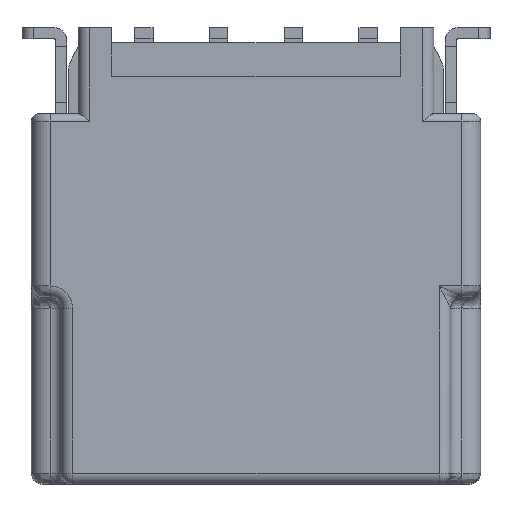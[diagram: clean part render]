
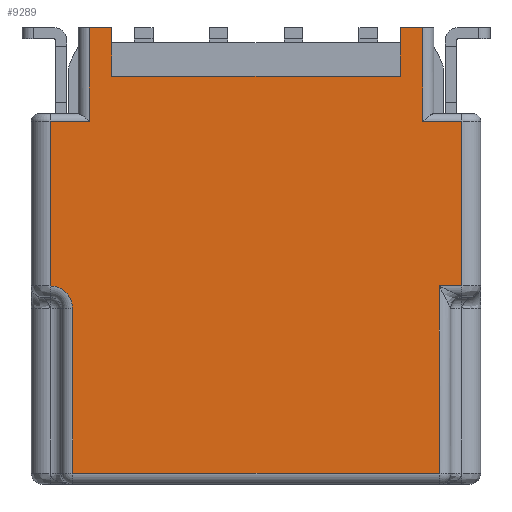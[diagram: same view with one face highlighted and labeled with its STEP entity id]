
A CAD part, front view. The second image highlights one B-rep face of the part: STEP entity #9289.
In plain terms, the highlighted planar face has unit normal (0, -1, 0).
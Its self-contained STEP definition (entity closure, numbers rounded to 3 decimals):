
#136=DIRECTION('',(0.,0.,1.));
#137=VECTOR('',#136,5.);
#138=CARTESIAN_POINT('',(4.9,-3.55,-9.1));
#139=LINE('',#138,#137);
#158=CARTESIAN_POINT('',(-5.5,-3.55,-4.7));
#159=DIRECTION('',(0.,-1.,0.));
#160=DIRECTION('',(1.,0.,0.));
#161=AXIS2_PLACEMENT_3D('',#158,#159,#160);
#163=DIRECTION('',(1.,0.,0.));
#164=VECTOR('',#163,0.6);
#165=CARTESIAN_POINT('',(-4.45,-3.55,2.8));
#166=LINE('',#165,#164);
#167=DIRECTION('',(1.,0.,0.));
#168=VECTOR('',#167,7.7);
#169=CARTESIAN_POINT('',(-3.85,-3.55,1.5));
#170=LINE('',#169,#168);
#171=DIRECTION('',(0.,0.,1.));
#172=VECTOR('',#171,1.3);
#173=CARTESIAN_POINT('',(3.85,-3.55,1.5));
#174=LINE('',#173,#172);
#175=DIRECTION('',(1.,0.,0.));
#176=VECTOR('',#175,0.6);
#177=CARTESIAN_POINT('',(3.85,-3.55,2.8));
#178=LINE('',#177,#176);
#179=DIRECTION('',(0.,0.,-1.));
#180=VECTOR('',#179,4.4);
#181=CARTESIAN_POINT('',(-4.9,-3.55,-4.7));
#182=LINE('',#181,#180);
#206=DIRECTION('',(1.,0.,0.));
#207=VECTOR('',#206,9.8);
#208=CARTESIAN_POINT('',(-4.9,-3.55,-9.1));
#209=LINE('',#208,#207);
#1028=DIRECTION('',(0.,0.,1.));
#1029=VECTOR('',#1028,1.3);
#1030=CARTESIAN_POINT('',(-3.85,-3.55,1.5));
#1031=LINE('',#1030,#1029);
#1144=DIRECTION('',(0.,0.,-1.));
#1145=VECTOR('',#1144,2.5);
#1146=CARTESIAN_POINT('',(-4.45,-3.55,2.8));
#1147=LINE('',#1146,#1145);
#1202=DIRECTION('',(-1.,0.,0.));
#1203=VECTOR('',#1202,1.05);
#1204=CARTESIAN_POINT('',(-4.45,-3.55,0.3));
#1205=LINE('',#1204,#1203);
#1253=DIRECTION('',(0.,0.,-1.));
#1254=VECTOR('',#1253,4.4);
#1255=CARTESIAN_POINT('',(-5.5,-3.55,0.3));
#1256=LINE('',#1255,#1254);
#2199=DIRECTION('',(0.,0.,1.));
#2200=VECTOR('',#2199,2.5);
#2201=CARTESIAN_POINT('',(4.45,-3.55,0.3));
#2202=LINE('',#2201,#2200);
#2576=DIRECTION('',(1.,0.,0.));
#2577=VECTOR('',#2576,0.6);
#2578=CARTESIAN_POINT('',(4.9,-3.55,-4.1));
#2579=LINE('',#2578,#2577);
#2585=DIRECTION('',(0.,0.,1.));
#2586=VECTOR('',#2585,4.4);
#2587=CARTESIAN_POINT('',(5.5,-3.55,-4.1));
#2588=LINE('',#2587,#2586);
#2608=DIRECTION('',(-1.,0.,0.));
#2609=VECTOR('',#2608,1.05);
#2610=CARTESIAN_POINT('',(5.5,-3.55,0.3));
#2611=LINE('',#2610,#2609);
#7288=CARTESIAN_POINT('',(4.9,-3.55,-9.1));
#7289=VERTEX_POINT('',#7288);
#7290=CARTESIAN_POINT('',(4.9,-3.55,-4.1));
#7291=VERTEX_POINT('',#7290);
#7293=CARTESIAN_POINT('',(-4.9,-3.55,-4.7));
#7294=CARTESIAN_POINT('',(-4.9,-3.55,-9.1));
#7295=VERTEX_POINT('',#7293);
#7296=VERTEX_POINT('',#7294);
#7297=CARTESIAN_POINT('',(-5.5,-3.55,-4.1));
#7298=VERTEX_POINT('',#7297);
#7299=CARTESIAN_POINT('',(-5.5,-3.55,0.3));
#7300=VERTEX_POINT('',#7299);
#7301=CARTESIAN_POINT('',(-4.45,-3.55,0.3));
#7302=VERTEX_POINT('',#7301);
#7303=CARTESIAN_POINT('',(-4.45,-3.55,2.8));
#7304=VERTEX_POINT('',#7303);
#7305=CARTESIAN_POINT('',(-3.85,-3.55,2.8));
#7306=VERTEX_POINT('',#7305);
#7307=CARTESIAN_POINT('',(-3.85,-3.55,1.5));
#7308=VERTEX_POINT('',#7307);
#7309=CARTESIAN_POINT('',(3.85,-3.55,1.5));
#7310=VERTEX_POINT('',#7309);
#7311=CARTESIAN_POINT('',(3.85,-3.55,2.8));
#7312=VERTEX_POINT('',#7311);
#7313=CARTESIAN_POINT('',(4.45,-3.55,2.8));
#7314=VERTEX_POINT('',#7313);
#7315=CARTESIAN_POINT('',(4.45,-3.55,0.3));
#7316=VERTEX_POINT('',#7315);
#7317=CARTESIAN_POINT('',(5.5,-3.55,0.3));
#7318=VERTEX_POINT('',#7317);
#7319=CARTESIAN_POINT('',(5.5,-3.55,-4.1));
#7320=VERTEX_POINT('',#7319);
#9251=CARTESIAN_POINT('',(-5.05,-3.55,0.));
#9252=DIRECTION('',(0.,-1.,0.));
#9253=DIRECTION('',(1.,0.,0.));
#9254=AXIS2_PLACEMENT_3D('',#9251,#9252,#9253);
#9255=PLANE('',#9254);
#9257=ORIENTED_EDGE('',*,*,#9256,.F.);
#9259=ORIENTED_EDGE('',*,*,#9258,.T.);
#9261=ORIENTED_EDGE('',*,*,#9260,.F.);
#9263=ORIENTED_EDGE('',*,*,#9262,.F.);
#9265=ORIENTED_EDGE('',*,*,#9264,.F.);
#9267=ORIENTED_EDGE('',*,*,#9266,.T.);
#9269=ORIENTED_EDGE('',*,*,#9268,.F.);
#9271=ORIENTED_EDGE('',*,*,#9270,.T.);
#9273=ORIENTED_EDGE('',*,*,#9272,.T.);
#9275=ORIENTED_EDGE('',*,*,#9274,.T.);
#9277=ORIENTED_EDGE('',*,*,#9276,.F.);
#9279=ORIENTED_EDGE('',*,*,#9278,.F.);
#9281=ORIENTED_EDGE('',*,*,#9280,.F.);
#9283=ORIENTED_EDGE('',*,*,#9282,.F.);
#9284=ORIENTED_EDGE('',*,*,#9241,.F.);
#9286=ORIENTED_EDGE('',*,*,#9285,.F.);
#9287=EDGE_LOOP('',(#9257,#9259,#9261,#9263,#9265,#9267,#9269,#9271,#9273,#9275,
#9277,#9279,#9281,#9283,#9284,#9286));
#9288=FACE_OUTER_BOUND('',#9287,.F.);
#9289=ADVANCED_FACE('',(#9288),#9255,.T.);
#162=CIRCLE('',#161,0.6);
#9241=EDGE_CURVE('',#7289,#7291,#139,.T.);
#9256=EDGE_CURVE('',#7295,#7296,#182,.T.);
#9258=EDGE_CURVE('',#7295,#7298,#162,.T.);
#9260=EDGE_CURVE('',#7300,#7298,#1256,.T.);
#9262=EDGE_CURVE('',#7302,#7300,#1205,.T.);
#9264=EDGE_CURVE('',#7304,#7302,#1147,.T.);
#9266=EDGE_CURVE('',#7304,#7306,#166,.T.);
#9268=EDGE_CURVE('',#7308,#7306,#1031,.T.);
#9270=EDGE_CURVE('',#7308,#7310,#170,.T.);
#9272=EDGE_CURVE('',#7310,#7312,#174,.T.);
#9274=EDGE_CURVE('',#7312,#7314,#178,.T.);
#9276=EDGE_CURVE('',#7316,#7314,#2202,.T.);
#9278=EDGE_CURVE('',#7318,#7316,#2611,.T.);
#9280=EDGE_CURVE('',#7320,#7318,#2588,.T.);
#9282=EDGE_CURVE('',#7291,#7320,#2579,.T.);
#9285=EDGE_CURVE('',#7296,#7289,#209,.T.);
